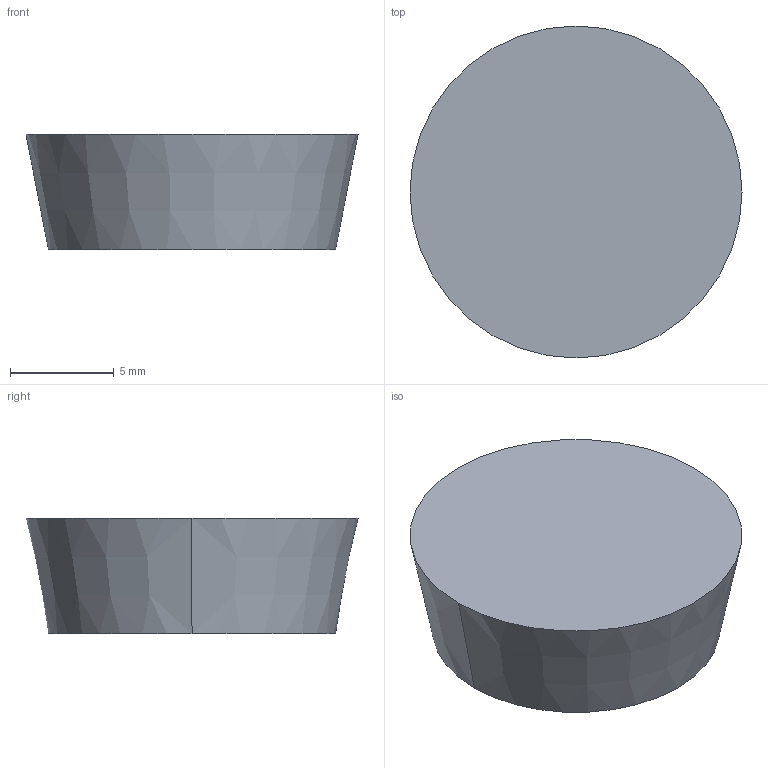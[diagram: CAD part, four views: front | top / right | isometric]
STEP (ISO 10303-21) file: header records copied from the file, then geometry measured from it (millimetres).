
FILE_DESCRIPTION(('no description'),'unknown implementation level');
FILE_NAME('solidHNNE5Fgs3yNNtwdsOrwwk2mv7WM_1.STP',' ',('CIMSOURCE GmbH'),('CADClick - KiM GmbH - www.kimweb.de'),'unknown preprocess','ACIS','unknown authorization');
FILE_SCHEMA(('automotive_design'));
Length unit declared in the file: millimetre
Products named in the file (1): 1
Bounding box: 16 x 16 x 5.56 mm (x, y, z)
Volume: 973.7 mm3; surface area: 616.9 mm2
Topology: 1 solids, 1 shells, 4 faces, 6 edges, 4 vertices
Faces by surface type: cone 2, plane 2
Entity records: 210 total; most frequent: DIRECTION 24, CARTESIAN_POINT 17, STYLED_ITEM 15, PRESENTATION_STYLE_ASSIGNMENT 15, COLOUR_RGB 15, ORIENTED_EDGE 12, AXIS2_PLACEMENT_3D 11, EDGE_CURVE 6
